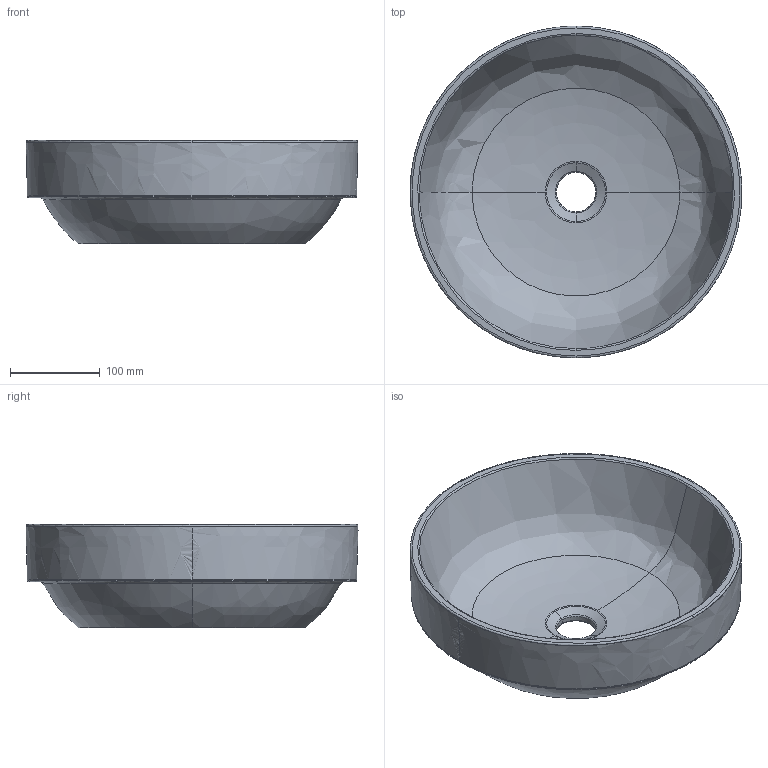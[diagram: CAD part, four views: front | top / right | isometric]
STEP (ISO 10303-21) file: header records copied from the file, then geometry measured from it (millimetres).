
FILE_DESCRIPTION(/* description */ (''),/* implementation_level */ '2;1');
FILE_NAME(/* name */ 'STEP - R3620',/* time_stamp */ '2026-02-19T14:47:19+11:00',/* author */ (''),/* organization */ (''),/* preprocessor_version */ 'ST-DEVELOPER v16.5',/* originating_system */ 'Rhino 7.38',/* authorisation */ '');
FILE_SCHEMA (('AUTOMOTIVE_DESIGN'));
Length unit declared in the file: millimetre
Products named in the file (1): Document
Bounding box: 370.24 x 370.26 x 115.01 mm (x, y, z)
Volume: 2962390.3 mm3; surface area: 364050.4 mm2
Topology: 1 solids, 1 shells, 33 faces, 76 edges, 46 vertices
Faces by surface type: bspline 28, plane 3, cylinder 2
Entity records: 2753 total; most frequent: CARTESIAN_POINT 2313, ORIENTED_EDGE 152, EDGE_CURVE 76, VERTEX_POINT 46, EDGE_LOOP 36, ADVANCED_FACE 33, FACE_OUTER_BOUND 33, B_SPLINE_CURVE_WITH_KNOTS 12
